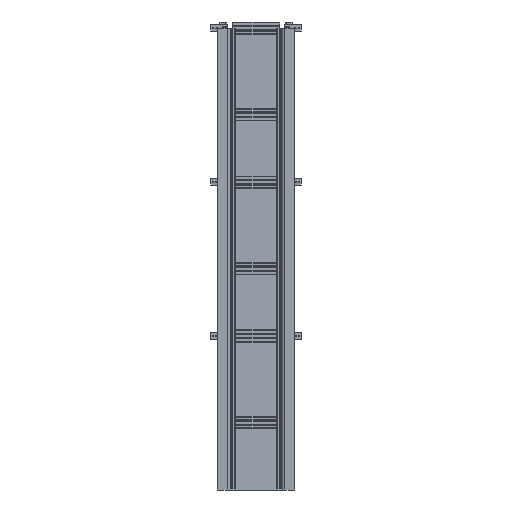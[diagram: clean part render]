
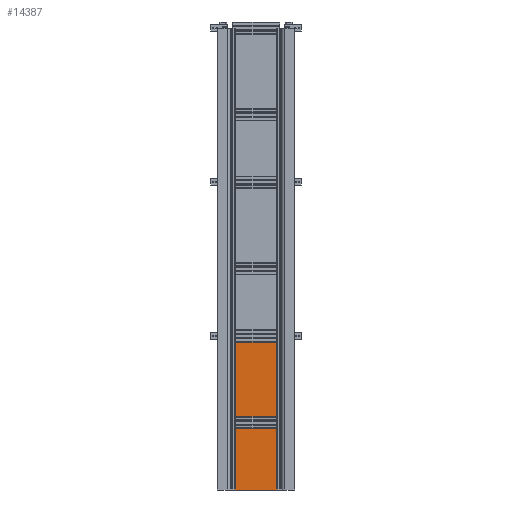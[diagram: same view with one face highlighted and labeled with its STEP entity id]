
A CAD part, front view. The second image highlights one B-rep face of the part: STEP entity #14387.
In plain terms, the highlighted face is planar.
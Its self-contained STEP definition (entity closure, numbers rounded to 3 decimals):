
#14272=DIRECTION('',(1.,0.,0.));
#14273=VECTOR('',#14272,269.5);
#14274=CARTESIAN_POINT('',(-134.75,3.,400.));
#14275=LINE('',#14274,#14273);
#14276=DIRECTION('',(0.,0.,1.));
#14277=VECTOR('',#14276,800.);
#14278=CARTESIAN_POINT('',(-134.75,3.,-400.));
#14279=LINE('',#14278,#14277);
#14280=DIRECTION('',(-1.,0.,0.));
#14281=VECTOR('',#14280,269.5);
#14282=CARTESIAN_POINT('',(134.75,3.,-400.));
#14283=LINE('',#14282,#14281);
#14284=DIRECTION('',(0.,0.,-1.));
#14285=VECTOR('',#14284,800.);
#14286=CARTESIAN_POINT('',(134.75,3.,400.));
#14287=LINE('',#14286,#14285);
#14296=CARTESIAN_POINT('',(-134.75,3.,400.));
#14297=CARTESIAN_POINT('',(134.75,3.,400.));
#14298=VERTEX_POINT('',#14296);
#14299=VERTEX_POINT('',#14297);
#14300=CARTESIAN_POINT('',(134.75,3.,-400.));
#14301=VERTEX_POINT('',#14300);
#14302=CARTESIAN_POINT('',(-134.75,3.,-400.));
#14303=VERTEX_POINT('',#14302);
#14376=CARTESIAN_POINT('',(0.,3.,0.));
#14377=DIRECTION('',(0.,1.,0.));
#14378=DIRECTION('',(1.,0.,0.));
#14379=AXIS2_PLACEMENT_3D('',#14376,#14377,#14378);
#14380=PLANE('',#14379);
#14381=ORIENTED_EDGE('',*,*,#14328,.F.);
#14382=ORIENTED_EDGE('',*,*,#14343,.F.);
#14383=ORIENTED_EDGE('',*,*,#14357,.F.);
#14384=ORIENTED_EDGE('',*,*,#14370,.F.);
#14385=EDGE_LOOP('',(#14381,#14382,#14383,#14384));
#14386=FACE_OUTER_BOUND('',#14385,.F.);
#14328=EDGE_CURVE('',#14298,#14299,#14275,.T.);
#14343=EDGE_CURVE('',#14303,#14298,#14279,.T.);
#14357=EDGE_CURVE('',#14301,#14303,#14283,.T.);
#14370=EDGE_CURVE('',#14299,#14301,#14287,.T.);
#14387=ADVANCED_FACE('',(#14386),#14380,.T.);
